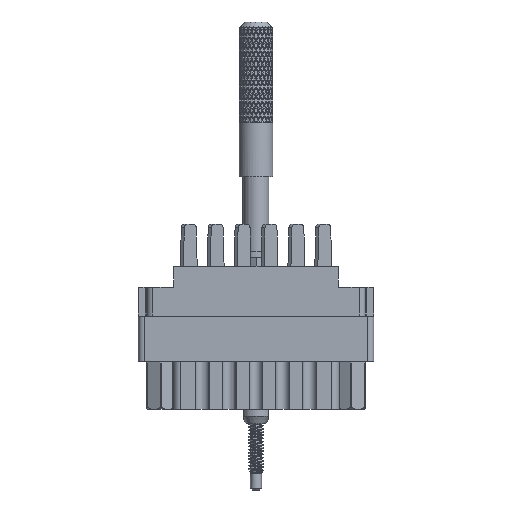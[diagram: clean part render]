
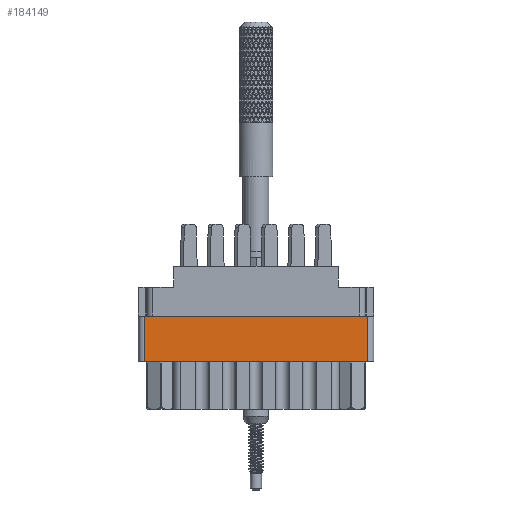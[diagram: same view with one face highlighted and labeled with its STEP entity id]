
A CAD part, front view. The second image highlights one B-rep face of the part: STEP entity #184149.
In plain terms, the highlighted planar face has unit normal (0, -1, 0).
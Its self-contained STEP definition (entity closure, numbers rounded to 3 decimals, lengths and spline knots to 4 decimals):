
#1129 = VECTOR ( 'NONE', #108801, 39.3701 ) ;
#7588 = CARTESIAN_POINT ( 'NONE',  ( 0.624, -0.343, -0.798 ) ) ;
#17585 = CARTESIAN_POINT ( 'NONE',  ( 0.624, -0.343, -0.529 ) ) ;
#20080 = FACE_OUTER_BOUND ( 'NONE', #155035, .T. ) ;
#20567 = DIRECTION ( 'NONE',  ( 1., 0., 0. ) ) ;
#25154 = ORIENTED_EDGE ( 'NONE', *, *, #167699, .F. ) ;
#35635 = DIRECTION ( 'NONE',  ( 0., -1., 0. ) ) ;
#37546 = PLANE ( 'NONE',  #189936 ) ;
#41851 = VERTEX_POINT ( 'NONE', #63589 ) ;
#42079 = EDGE_CURVE ( 'NONE', #155794, #113937, #165257, .T. ) ;
#49241 = DIRECTION ( 'NONE',  ( 0., 0., -1. ) ) ;
#53844 = CARTESIAN_POINT ( 'NONE',  ( 0.624, -0.343, -0.277 ) ) ;
#60306 = EDGE_CURVE ( 'NONE', #41851, #113937, #109522, .T. ) ;
#61856 = DIRECTION ( 'NONE',  ( 0., 0., 1. ) ) ;
#63589 = CARTESIAN_POINT ( 'NONE',  ( 0.624, -0.343, -0.529 ) ) ;
#66452 = ORIENTED_EDGE ( 'NONE', *, *, #120158, .F. ) ;
#75102 = VECTOR ( 'NONE', #20567, 39.3701 ) ;
#79712 = LINE ( 'NONE', #17585, #1129 ) ;
#87716 = ORIENTED_EDGE ( 'NONE', *, *, #42079, .F. ) ;
#97743 = CARTESIAN_POINT ( 'NONE',  ( -0.624, -0.343, -0.277 ) ) ;
#108392 = CARTESIAN_POINT ( 'NONE',  ( -0.624, -0.343, -0.798 ) ) ;
#108801 = DIRECTION ( 'NONE',  ( -1., 0., 0. ) ) ;
#109522 = LINE ( 'NONE', #7588, #186988 ) ;
#110122 = VERTEX_POINT ( 'NONE', #143740 ) ;
#112369 = DIRECTION ( 'NONE',  ( 0., 0., 1. ) ) ;
#113937 = VERTEX_POINT ( 'NONE', #53844 ) ;
#120158 = EDGE_CURVE ( 'NONE', #110122, #155794, #123880, .T. ) ;
#123880 = LINE ( 'NONE', #108392, #182338 ) ;
#137047 = CARTESIAN_POINT ( 'NONE',  ( -0.656, -0.343, -0.277 ) ) ;
#138462 = CARTESIAN_POINT ( 'NONE',  ( -0.624, -0.343, -0.798 ) ) ;
#143740 = CARTESIAN_POINT ( 'NONE',  ( -0.624, -0.343, -0.529 ) ) ;
#155035 = EDGE_LOOP ( 'NONE', ( #66452, #25154, #183475, #87716 ) ) ;
#155794 = VERTEX_POINT ( 'NONE', #97743 ) ;
#165257 = LINE ( 'NONE', #137047, #75102 ) ;
#167699 = EDGE_CURVE ( 'NONE', #41851, #110122, #79712, .T. ) ;
#182338 = VECTOR ( 'NONE', #61856, 39.3701 ) ;
#183475 = ORIENTED_EDGE ( 'NONE', *, *, #60306, .T. ) ;
#184149 = ADVANCED_FACE ( 'NONE', ( #20080 ), #37546, .T. ) ;
#186988 = VECTOR ( 'NONE', #112369, 39.3701 ) ;
#189936 = AXIS2_PLACEMENT_3D ( 'NONE', #138462, #35635, #49241 ) ;
